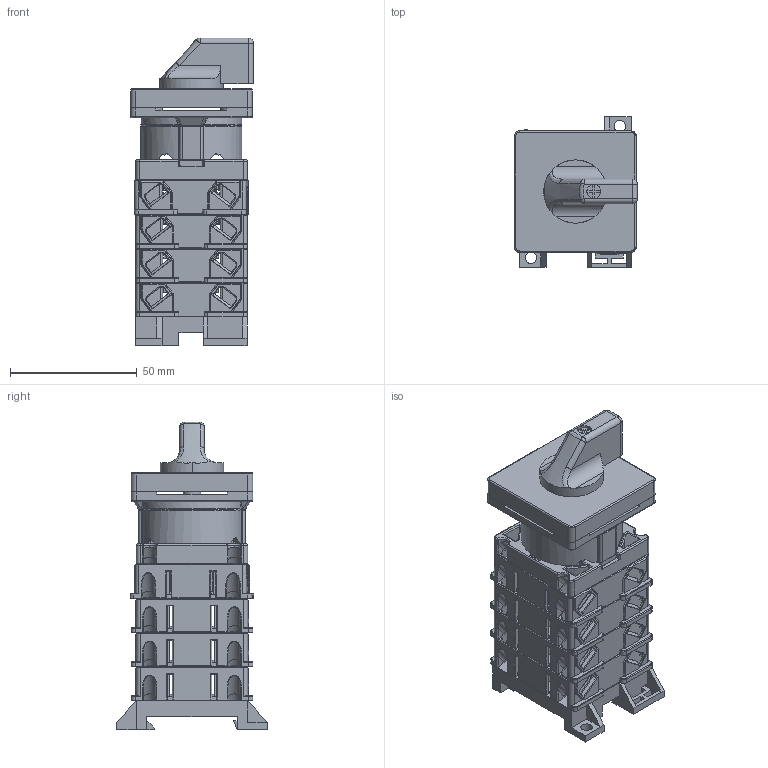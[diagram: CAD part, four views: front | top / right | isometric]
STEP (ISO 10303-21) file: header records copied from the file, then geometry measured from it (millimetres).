
FILE_DESCRIPTION (( 'STEP AP203' ), '1' );
FILE_NAME ('S18 10À (4 ïàêåòà).STEP', '2015-12-08T11:36:32', ( '' ), ( '' ), 'SwSTEP 2.0', 'SolidWorks 2012', '' );
FILE_SCHEMA (( 'CONFIG_CONTROL_DESIGN' ));
Length unit declared in the file: millimetre
Products named in the file (8): S18 10À (4 ïàêåòà); Ðóêîÿòêà 11; Ïàíåëü ïåðåäíÿÿ 11_00; 署赅 囵疱蜩痤忸黜铋 赅戾瘥_ 11; Êàìåðà àððåòèðîâî÷íàÿ 11; 署赅 觐眚嚓蝽铋 赅戾瘥_ 11; Êàìåðà êîíòàêòíàÿ 11_00; 牮赅 觐眚嚓蝽铋 赅戾瘥 s18 10
Assembly tree (10 placements, depth 2):
  S18 10À (4 ïàêåòà)
    牮赅 觐眚嚓蝽铋 赅戾瘥 s18 10
    Êàìåðà êîíòàêòíàÿ 11_00  x4
    署赅 觐眚嚓蝽铋 赅戾瘥_ 11
    Êàìåðà àððåòèðîâî÷íàÿ 11
    署赅 囵疱蜩痤忸黜铋 赅戾瘥_ 11
    Ïàíåëü ïåðåäíÿÿ 11_00
    Ðóêîÿòêà 11
Bounding box: 48.5 x 59.6 x 121.6 mm (x, y, z)
Volume: 95038.2 mm3; surface area: 91085.9 mm2
Topology: 10 solids, 10 shells, 5185 faces, 14065 edges, 8919 vertices
Faces by surface type: plane 3135, cylinder 1521, torus 206, cone 196, bspline 71, sphere 56
Entity records: 81229 total; most frequent: CARTESIAN_POINT 17713, ORIENTED_EDGE 13434, DIRECTION 12806, EDGE_CURVE 6717, LINE 4542, VECTOR 4542, VERTEX_POINT 4239, AXIS2_PLACEMENT_3D 4132
